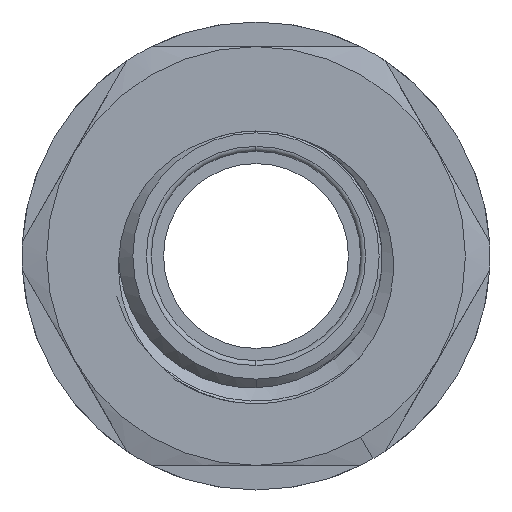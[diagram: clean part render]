
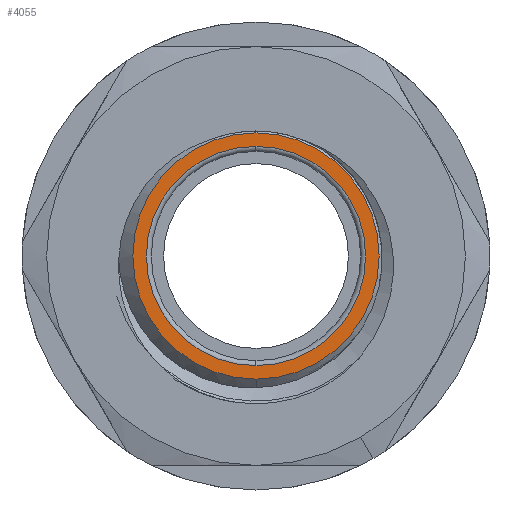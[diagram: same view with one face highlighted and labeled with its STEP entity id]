
A CAD part, front view. The second image highlights one B-rep face of the part: STEP entity #4055.
In plain terms, the highlighted planar face has unit normal (0, -1, 0).
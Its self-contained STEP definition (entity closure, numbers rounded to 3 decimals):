
#33 = AXIS2_PLACEMENT_3D ( 'NONE', #291, #9267, #1855 ) ;
#291 = CARTESIAN_POINT ( 'NONE',  ( 0., -18.4, 0. ) ) ;
#671 = CARTESIAN_POINT ( 'NONE',  ( 0., -18.4, 0. ) ) ;
#1615 = ORIENTED_EDGE ( 'NONE', *, *, #12627, .T. ) ;
#1855 = DIRECTION ( 'NONE',  ( 0., 0., -1. ) ) ;
#3292 = DIRECTION ( 'NONE',  ( 0., 1., 0. ) ) ;
#3305 = FACE_OUTER_BOUND ( 'NONE', #11232, .T. ) ;
#4055 = ADVANCED_FACE ( 'NONE', ( #3305, #7516 ), #4586, .T. ) ;
#4158 = ORIENTED_EDGE ( 'NONE', *, *, #8741, .T. ) ;
#4586 = PLANE ( 'NONE',  #33 ) ;
#4609 = CIRCLE ( 'NONE', #6477, 4.45 ) ;
#5024 = AXIS2_PLACEMENT_3D ( 'NONE', #5582, #14563, #15931 ) ;
#5551 = CARTESIAN_POINT ( 'NONE',  ( 0., -18.4, -5. ) ) ;
#5582 = CARTESIAN_POINT ( 'NONE',  ( 0., -18.4, 0. ) ) ;
#5963 = EDGE_CURVE ( 'NONE', #8866, #6516, #6130, .T. ) ;
#6130 = CIRCLE ( 'NONE', #9247, 4.45 ) ;
#6229 = CARTESIAN_POINT ( 'NONE',  ( 0., -18.4, 0. ) ) ;
#6477 = AXIS2_PLACEMENT_3D ( 'NONE', #671, #6632, #12378 ) ;
#6516 = VERTEX_POINT ( 'NONE', #12608 ) ;
#6632 = DIRECTION ( 'NONE',  ( 0., 1., 0. ) ) ;
#7000 = CARTESIAN_POINT ( 'NONE',  ( 0., -18.4, 0. ) ) ;
#7138 = VERTEX_POINT ( 'NONE', #5551 ) ;
#7516 = FACE_BOUND ( 'NONE', #8566, .T. ) ;
#8295 = ORIENTED_EDGE ( 'NONE', *, *, #16428, .T. ) ;
#8566 = EDGE_LOOP ( 'NONE', ( #12191, #1615 ) ) ;
#8741 = EDGE_CURVE ( 'NONE', #19281, #7138, #17222, .T. ) ;
#8866 = VERTEX_POINT ( 'NONE', #12932 ) ;
#9247 = AXIS2_PLACEMENT_3D ( 'NONE', #6229, #3292, #18032 ) ;
#9267 = DIRECTION ( 'NONE',  ( 0., -1., 0. ) ) ;
#9436 = AXIS2_PLACEMENT_3D ( 'NONE', #7000, #12946, #18895 ) ;
#11232 = EDGE_LOOP ( 'NONE', ( #4158, #8295 ) ) ;
#12191 = ORIENTED_EDGE ( 'NONE', *, *, #5963, .T. ) ;
#12378 = DIRECTION ( 'NONE',  ( 0., 0., -1. ) ) ;
#12608 = CARTESIAN_POINT ( 'NONE',  ( 0., -18.4, 4.45 ) ) ;
#12627 = EDGE_CURVE ( 'NONE', #6516, #8866, #4609, .T. ) ;
#12932 = CARTESIAN_POINT ( 'NONE',  ( 0., -18.4, -4.45 ) ) ;
#12946 = DIRECTION ( 'NONE',  ( 0., -1., 0. ) ) ;
#14563 = DIRECTION ( 'NONE',  ( 0., -1., 0. ) ) ;
#15931 = DIRECTION ( 'NONE',  ( 0., 0., 1. ) ) ;
#16428 = EDGE_CURVE ( 'NONE', #7138, #19281, #17803, .T. ) ;
#17222 = CIRCLE ( 'NONE', #9436, 5. ) ;
#17803 = CIRCLE ( 'NONE', #5024, 5. ) ;
#18032 = DIRECTION ( 'NONE',  ( 0., 0., -1. ) ) ;
#18816 = CARTESIAN_POINT ( 'NONE',  ( 0., -18.4, 5. ) ) ;
#18895 = DIRECTION ( 'NONE',  ( 0., 0., 1. ) ) ;
#19281 = VERTEX_POINT ( 'NONE', #18816 ) ;
